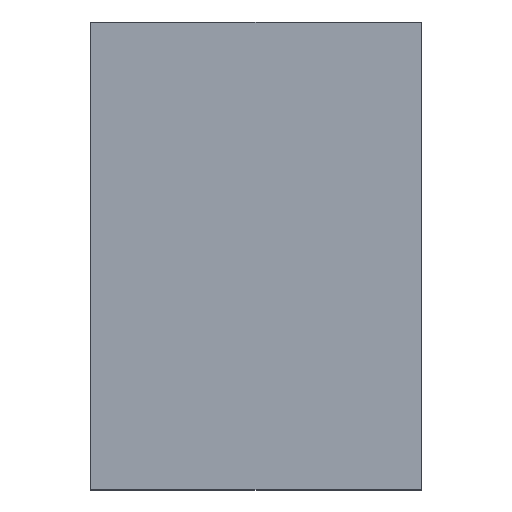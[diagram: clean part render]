
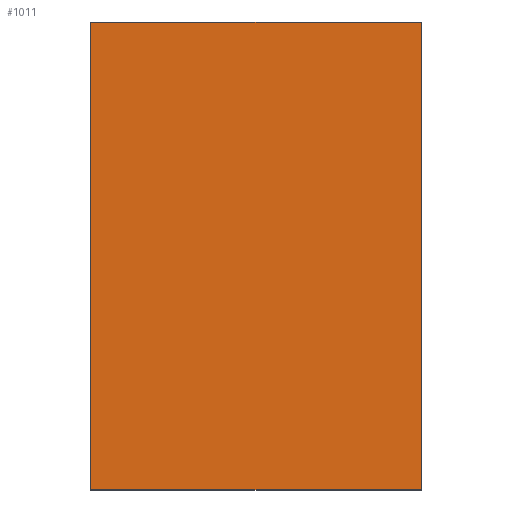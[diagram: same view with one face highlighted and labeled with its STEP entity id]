
A CAD part, top view. The second image highlights one B-rep face of the part: STEP entity #1011.
In plain terms, the highlighted planar face has unit normal (0, 0, 1).
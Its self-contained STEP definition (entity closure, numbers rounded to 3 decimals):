
#85=FACE_OUTER_BOUND('',#141,.T.);
#141=EDGE_LOOP('',(#853,#854,#855,#856));
#275=LINE('',#1587,#407);
#278=LINE('',#1593,#410);
#281=LINE('',#1599,#413);
#284=LINE('',#1603,#416);
#407=VECTOR('',#1309,10.);
#410=VECTOR('',#1314,10.);
#413=VECTOR('',#1319,10.);
#416=VECTOR('',#1324,10.);
#499=VERTEX_POINT('',#1584);
#500=VERTEX_POINT('',#1586);
#502=VERTEX_POINT('',#1592);
#504=VERTEX_POINT('',#1598);
#627=EDGE_CURVE('',#500,#499,#275,.T.);
#630=EDGE_CURVE('',#502,#500,#278,.T.);
#633=EDGE_CURVE('',#504,#502,#281,.T.);
#636=EDGE_CURVE('',#499,#504,#284,.T.);
#853=ORIENTED_EDGE('',*,*,#636,.T.);
#854=ORIENTED_EDGE('',*,*,#633,.T.);
#855=ORIENTED_EDGE('',*,*,#630,.T.);
#856=ORIENTED_EDGE('',*,*,#627,.T.);
#955=PLANE('',#1081);
#1011=ADVANCED_FACE('',(#85),#955,.T.);
#1081=AXIS2_PLACEMENT_3D('',#1604,#1325,#1326);
#1309=DIRECTION('',(0.,1.,0.));
#1314=DIRECTION('',(1.,0.,0.));
#1319=DIRECTION('',(0.,-1.,0.));
#1324=DIRECTION('',(-1.,0.,0.));
#1325=DIRECTION('center_axis',(0.,0.,1.));
#1326=DIRECTION('ref_axis',(1.,0.,0.));
#1584=CARTESIAN_POINT('',(12.,17.,10.5));
#1586=CARTESIAN_POINT('',(12.,-17.,10.5));
#1587=CARTESIAN_POINT('',(12.,17.,10.5));
#1592=CARTESIAN_POINT('',(-12.,-17.,10.5));
#1593=CARTESIAN_POINT('',(12.,-17.,10.5));
#1598=CARTESIAN_POINT('',(-12.,17.,10.5));
#1599=CARTESIAN_POINT('',(-12.,-17.,10.5));
#1603=CARTESIAN_POINT('',(-12.,17.,10.5));
#1604=CARTESIAN_POINT('Origin',(0.,0.,10.5));
